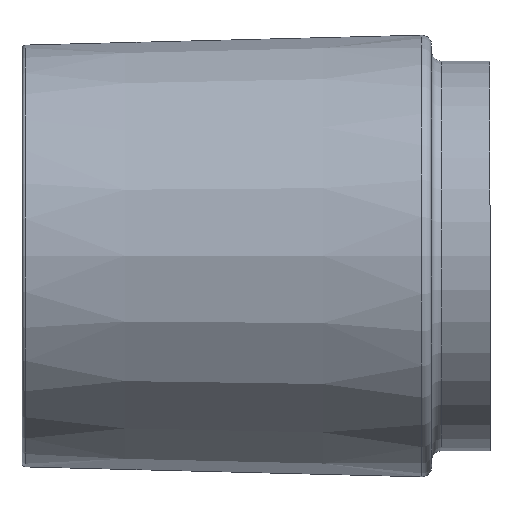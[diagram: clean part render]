
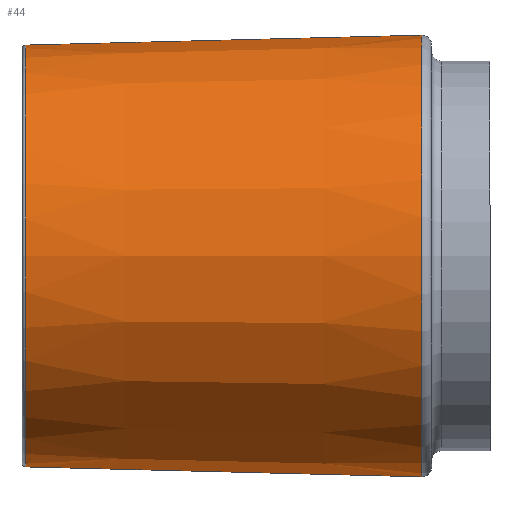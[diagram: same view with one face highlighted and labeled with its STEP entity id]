
A CAD part, top view. The second image highlights one B-rep face of the part: STEP entity #44.
In plain terms, the highlighted conical face has half-angle 1.432 degrees and reference radius 11.335 mm.
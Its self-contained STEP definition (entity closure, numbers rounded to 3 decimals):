
#17 = EDGE_CURVE ( 'NONE', #385, #549, #276, .T. ) ;
#44 = ADVANCED_FACE ( 'NONE', ( #527 ), #465, .T. ) ;
#48 = CARTESIAN_POINT ( 'NONE',  ( -3.512, 0., 0. ) ) ;
#50 = AXIS2_PLACEMENT_3D ( 'NONE', #86, #142, #576 ) ;
#74 = VERTEX_POINT ( 'NONE', #373 ) ;
#86 = CARTESIAN_POINT ( 'NONE',  ( -23.805, 0., 0. ) ) ;
#89 = CARTESIAN_POINT ( 'NONE',  ( -3., 0., 0. ) ) ;
#96 = CARTESIAN_POINT ( 'NONE',  ( -23.805, 10.815, 0. ) ) ;
#127 = CARTESIAN_POINT ( 'NONE',  ( -3., -11.335, 0. ) ) ;
#136 = DIRECTION ( 'NONE',  ( 0., 1., 0. ) ) ;
#142 = DIRECTION ( 'NONE',  ( 1., 0., 0. ) ) ;
#153 = CIRCLE ( 'NONE', #486, 11.322 ) ;
#162 = VECTOR ( 'NONE', #240, 1000. ) ;
#206 = ORIENTED_EDGE ( 'NONE', *, *, #493, .F. ) ;
#230 = DIRECTION ( 'NONE',  ( 1., -0.025, 0. ) ) ;
#239 = AXIS2_PLACEMENT_3D ( 'NONE', #89, #330, #136 ) ;
#240 = DIRECTION ( 'NONE',  ( 1., 0.025, 0. ) ) ;
#242 = DIRECTION ( 'NONE',  ( 0., -1., 0. ) ) ;
#276 = CIRCLE ( 'NONE', #50, 10.815 ) ;
#279 = VECTOR ( 'NONE', #230, 1000. ) ;
#297 = CARTESIAN_POINT ( 'NONE',  ( -3., 11.335, 0. ) ) ;
#330 = DIRECTION ( 'NONE',  ( 1., 0., 0. ) ) ;
#342 = EDGE_LOOP ( 'NONE', ( #533, #554, #633, #206 ) ) ;
#373 = CARTESIAN_POINT ( 'NONE',  ( -3.512, 11.322, 0. ) ) ;
#385 = VERTEX_POINT ( 'NONE', #96 ) ;
#388 = DIRECTION ( 'NONE',  ( -1., 0., 0. ) ) ;
#407 = LINE ( 'NONE', #127, #279 ) ;
#465 = CONICAL_SURFACE ( 'NONE', #239, 11.335, 0.025 ) ;
#467 = EDGE_CURVE ( 'NONE', #500, #74, #153, .T. ) ;
#472 = CARTESIAN_POINT ( 'NONE',  ( -23.805, -10.815, 0. ) ) ;
#486 = AXIS2_PLACEMENT_3D ( 'NONE', #48, #388, #242 ) ;
#493 = EDGE_CURVE ( 'NONE', #385, #74, #543, .T. ) ;
#500 = VERTEX_POINT ( 'NONE', #550 ) ;
#527 = FACE_OUTER_BOUND ( 'NONE', #342, .T. ) ;
#533 = ORIENTED_EDGE ( 'NONE', *, *, #17, .T. ) ;
#535 = EDGE_CURVE ( 'NONE', #549, #500, #407, .T. ) ;
#543 = LINE ( 'NONE', #297, #162 ) ;
#549 = VERTEX_POINT ( 'NONE', #472 ) ;
#550 = CARTESIAN_POINT ( 'NONE',  ( -3.512, -11.322, 0. ) ) ;
#554 = ORIENTED_EDGE ( 'NONE', *, *, #535, .T. ) ;
#576 = DIRECTION ( 'NONE',  ( 0., -1., 0. ) ) ;
#633 = ORIENTED_EDGE ( 'NONE', *, *, #467, .T. ) ;
